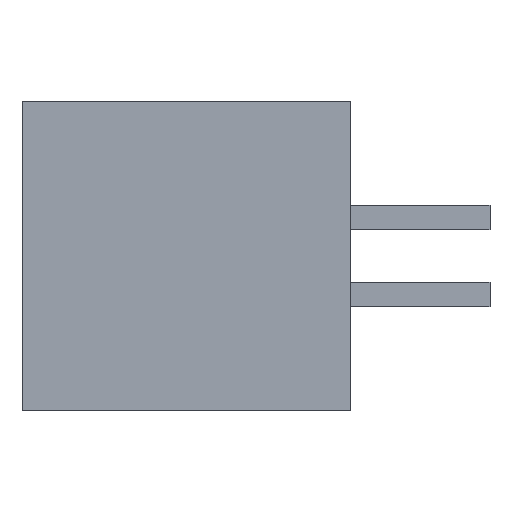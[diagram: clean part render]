
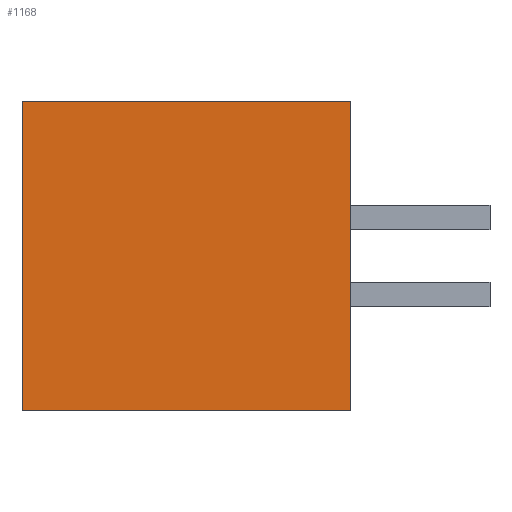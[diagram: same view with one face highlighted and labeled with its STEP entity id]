
A CAD part, left-side view. The second image highlights one B-rep face of the part: STEP entity #1168.
In plain terms, the highlighted planar face has unit normal (-1, 0, 0).
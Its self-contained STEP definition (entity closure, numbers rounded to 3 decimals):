
#1=DIRECTION('',(0.,-1.,0.));
#2=VECTOR('',#1,5.4);
#3=CARTESIAN_POINT('',(-5.055,5.4,2.55));
#4=LINE('3661',#3,#2);
#5=DIRECTION('',(0.,0.,-1.));
#6=VECTOR('',#5,5.1);
#7=CARTESIAN_POINT('',(-5.055,0.,2.55));
#8=LINE('3662',#7,#6);
#9=DIRECTION('',(0.,1.,0.));
#10=VECTOR('',#9,5.4);
#11=CARTESIAN_POINT('',(-5.055,0.,-2.55));
#12=LINE('3663',#11,#10);
#13=DIRECTION('',(0.,0.,1.));
#14=VECTOR('',#13,5.1);
#15=CARTESIAN_POINT('',(-5.055,5.4,-2.55));
#16=LINE('3664',#15,#14);
#865=CARTESIAN_POINT('',(-5.055,5.4,2.55));
#866=CARTESIAN_POINT('',(-5.055,0.,2.55));
#867=VERTEX_POINT('',#865);
#868=VERTEX_POINT('',#866);
#869=CARTESIAN_POINT('',(-5.055,0.,-2.55));
#870=VERTEX_POINT('',#869);
#871=CARTESIAN_POINT('',(-5.055,5.4,-2.55));
#872=VERTEX_POINT('',#871);
#1153=CARTESIAN_POINT('',(-5.055,0.,0.));
#1154=DIRECTION('',(1.,0.,0.));
#1155=DIRECTION('',(0.,0.,-1.));
#1156=AXIS2_PLACEMENT_3D('',#1153,#1154,#1155);
#1157=PLANE('3575',#1156);
#1159=ORIENTED_EDGE('3661',*,*,#1158,.T.);
#1161=ORIENTED_EDGE('3662',*,*,#1160,.T.);
#1163=ORIENTED_EDGE('3663',*,*,#1162,.T.);
#1165=ORIENTED_EDGE('3664',*,*,#1164,.T.);
#1166=EDGE_LOOP('3575',(#1159,#1161,#1163,#1165));
#1167=FACE_OUTER_BOUND('3575',#1166,.F.);
#1168=ADVANCED_FACE('3575',(#1167),#1157,.F.);
#1158=EDGE_CURVE('3661',#867,#868,#4,.T.);
#1160=EDGE_CURVE('3662',#868,#870,#8,.T.);
#1162=EDGE_CURVE('3663',#870,#872,#12,.T.);
#1164=EDGE_CURVE('3664',#872,#867,#16,.T.);
